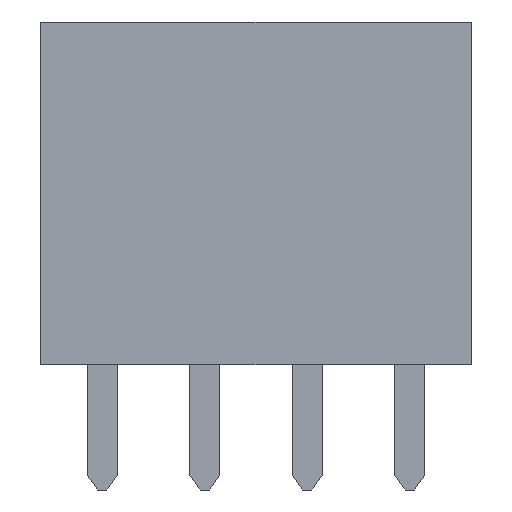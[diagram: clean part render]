
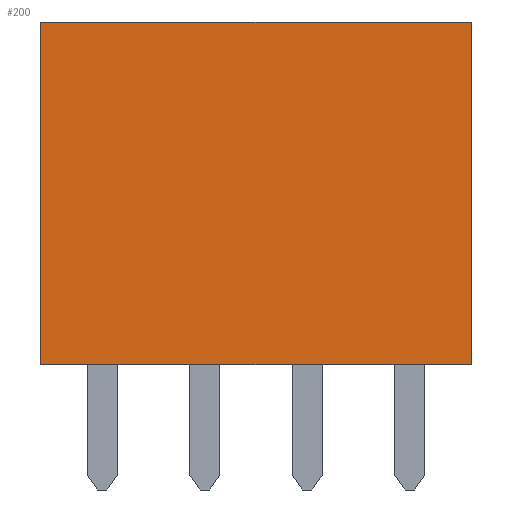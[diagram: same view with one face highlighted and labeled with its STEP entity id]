
A CAD part, front view. The second image highlights one B-rep face of the part: STEP entity #200.
In plain terms, the highlighted planar face has unit normal (0, -1, 0).
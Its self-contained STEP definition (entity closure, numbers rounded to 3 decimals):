
#200 = ADVANCED_FACE( '', ( #423 ), #424, .T. );
#423 = FACE_OUTER_BOUND( '', #694, .T. );
#424 = PLANE( '', #695 );
#694 = EDGE_LOOP( '', ( #1019, #1020, #1021, #1022 ) );
#695 = AXIS2_PLACEMENT_3D( '', #1023, #1024, #1025 );
#1019 = ORIENTED_EDGE( '', *, *, #1764, .T. );
#1020 = ORIENTED_EDGE( '', *, *, #1765, .T. );
#1021 = ORIENTED_EDGE( '', *, *, #1766, .T. );
#1022 = ORIENTED_EDGE( '', *, *, #1767, .T. );
#1023 = CARTESIAN_POINT( '', ( 0., -1.25, 0. ) );
#1024 = DIRECTION( '', ( 0., -1., 0. ) );
#1025 = DIRECTION( '', ( 0., 0., -1. ) );
#1764 = EDGE_CURVE( '', #2116, #2117, #2118, .T. );
#1765 = EDGE_CURVE( '', #2117, #2119, #2120, .T. );
#1766 = EDGE_CURVE( '', #2119, #2121, #2122, .T. );
#1767 = EDGE_CURVE( '', #2121, #2116, #2123, .T. );
#2116 = VERTEX_POINT( '', #2612 );
#2117 = VERTEX_POINT( '', #2613 );
#2118 = LINE( '', #2614, #2615 );
#2119 = VERTEX_POINT( '', #2616 );
#2120 = LINE( '', #2617, #2618 );
#2121 = VERTEX_POINT( '', #2619 );
#2122 = LINE( '', #2620, #2621 );
#2123 = LINE( '', #2622, #2623 );
#2612 = CARTESIAN_POINT( '', ( 5.33, -1.25, 4.25 ) );
#2613 = CARTESIAN_POINT( '', ( -5.33, -1.25, 4.25 ) );
#2614 = CARTESIAN_POINT( '', ( 5.33, -1.25, 4.25 ) );
#2615 = VECTOR( '', #3180, 1000. );
#2616 = CARTESIAN_POINT( '', ( -5.33, -1.25, -4.25 ) );
#2617 = CARTESIAN_POINT( '', ( -5.33, -1.25, 4.25 ) );
#2618 = VECTOR( '', #3181, 1000. );
#2619 = CARTESIAN_POINT( '', ( 5.33, -1.25, -4.25 ) );
#2620 = CARTESIAN_POINT( '', ( -5.33, -1.25, -4.25 ) );
#2621 = VECTOR( '', #3182, 1000. );
#2622 = CARTESIAN_POINT( '', ( 5.33, -1.25, -4.25 ) );
#2623 = VECTOR( '', #3183, 1000. );
#3180 = DIRECTION( '', ( -1., 0., 0. ) );
#3181 = DIRECTION( '', ( 0., 0., -1. ) );
#3182 = DIRECTION( '', ( 1., 0., 0. ) );
#3183 = DIRECTION( '', ( 0., 0., 1. ) );
